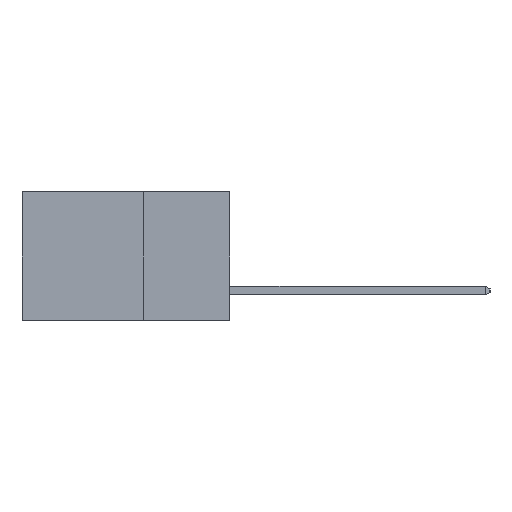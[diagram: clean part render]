
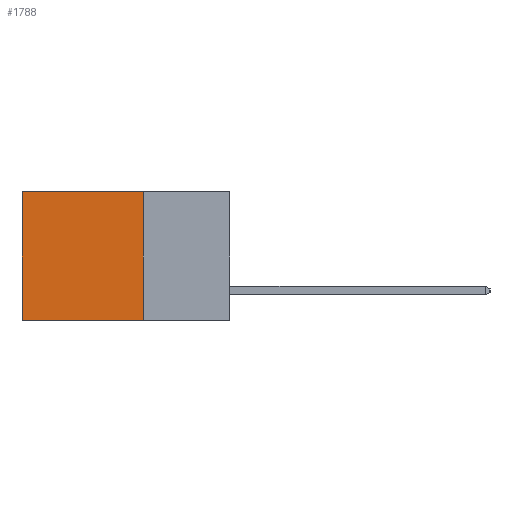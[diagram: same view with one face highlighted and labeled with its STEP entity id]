
A CAD part, left-side view. The second image highlights one B-rep face of the part: STEP entity #1788.
In plain terms, the highlighted planar face has unit normal (-1, 0, 0).
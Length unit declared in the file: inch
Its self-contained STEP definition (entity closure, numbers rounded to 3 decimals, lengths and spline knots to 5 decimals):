
#48 = AXIS2_PLACEMENT_3D ( 'NONE', #3116, #2269, #2383 ) ;
#591 = VECTOR ( 'NONE', #4187, 39.37008 ) ;
#1120 = CARTESIAN_POINT ( 'NONE',  ( 0.2615, 0.25, -0.37 ) ) ;
#1781 = VERTEX_POINT ( 'NONE', #3001 ) ;
#1788 = ADVANCED_FACE ( 'NONE', ( #6483 ), #9378, .F. ) ;
#2038 = EDGE_CURVE ( 'NONE', #1781, #3369, #3937, .T. ) ;
#2200 = LINE ( 'NONE', #8864, #3408 ) ;
#2269 = DIRECTION ( 'NONE',  ( 1., 0., 0. ) ) ;
#2383 = DIRECTION ( 'NONE',  ( 0., 0., -1. ) ) ;
#2415 = EDGE_CURVE ( 'NONE', #2551, #3500, #2200, .T. ) ;
#2551 = VERTEX_POINT ( 'NONE', #7702 ) ;
#2900 = ORIENTED_EDGE ( 'NONE', *, *, #2415, .T. ) ;
#2910 = ORIENTED_EDGE ( 'NONE', *, *, #7814, .F. ) ;
#2925 = ORIENTED_EDGE ( 'NONE', *, *, #2038, .F. ) ;
#2997 = ORIENTED_EDGE ( 'NONE', *, *, #4020, .T. ) ;
#3001 = CARTESIAN_POINT ( 'NONE',  ( 0.2615, 0.25, 0. ) ) ;
#3116 = CARTESIAN_POINT ( 'NONE',  ( 0.2615, 0.25, -0.37 ) ) ;
#3369 = VERTEX_POINT ( 'NONE', #1120 ) ;
#3408 = VECTOR ( 'NONE', #8866, 39.37008 ) ;
#3500 = VERTEX_POINT ( 'NONE', #6860 ) ;
#3937 = LINE ( 'NONE', #6368, #9517 ) ;
#4020 = EDGE_CURVE ( 'NONE', #1781, #2551, #4845, .T. ) ;
#4187 = DIRECTION ( 'NONE',  ( 0., 1., 0. ) ) ;
#4645 = CARTESIAN_POINT ( 'NONE',  ( 0.2615, 0.25, 0. ) ) ;
#4845 = LINE ( 'NONE', #4645, #591 ) ;
#5112 = LINE ( 'NONE', #6952, #8732 ) ;
#6067 = EDGE_LOOP ( 'NONE', ( #2900, #2910, #2925, #2997 ) ) ;
#6080 = DIRECTION ( 'NONE',  ( 0., 0., -1. ) ) ;
#6368 = CARTESIAN_POINT ( 'NONE',  ( 0.2615, 0.25, -0.37 ) ) ;
#6483 = FACE_OUTER_BOUND ( 'NONE', #6067, .T. ) ;
#6860 = CARTESIAN_POINT ( 'NONE',  ( 0.2615, 0.6, -0.37 ) ) ;
#6937 = DIRECTION ( 'NONE',  ( 0., 1., 0. ) ) ;
#6952 = CARTESIAN_POINT ( 'NONE',  ( 0.2615, 0.25, -0.37 ) ) ;
#7702 = CARTESIAN_POINT ( 'NONE',  ( 0.2615, 0.6, 0. ) ) ;
#7814 = EDGE_CURVE ( 'NONE', #3369, #3500, #5112, .T. ) ;
#8732 = VECTOR ( 'NONE', #6937, 39.37008 ) ;
#8864 = CARTESIAN_POINT ( 'NONE',  ( 0.2615, 0.6, -0.37 ) ) ;
#8866 = DIRECTION ( 'NONE',  ( 0., 0., -1. ) ) ;
#9378 = PLANE ( 'NONE',  #48 ) ;
#9517 = VECTOR ( 'NONE', #6080, 39.37008 ) ;
